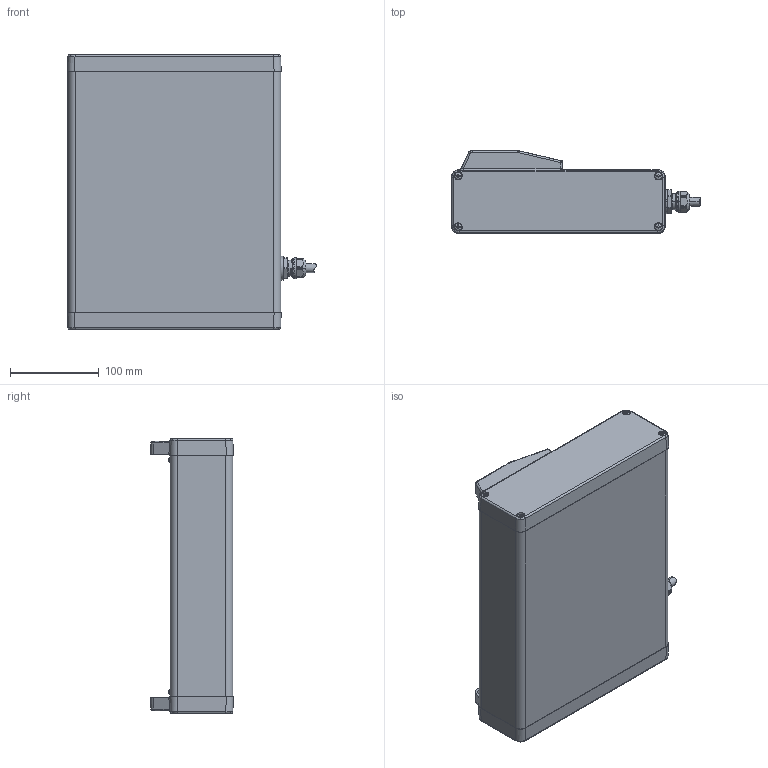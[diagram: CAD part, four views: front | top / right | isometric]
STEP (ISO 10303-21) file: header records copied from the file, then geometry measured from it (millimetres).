
FILE_DESCRIPTION (( 'STEP AP203' ), '1' );
FILE_NAME ('N2C-P801-STP.step', '2025-06-26T04:33:28', ( '' ), ( '' ), 'SwSTEP 2.0', 'SolidWorks 2020', '' );
FILE_SCHEMA (( 'CONFIG_CONTROL_DESIGN' ));
Length unit declared in the file: millimetre
Products named in the file (7): NUT; PANEL_KETSUGO; OA-W1611; N2C-P801-STP; HONTAI_KETSUGO; OA-W1611_ASSY_003F
Assembly tree (6 placements, depth 4):
  N2C-P801-STP
    HONTAI_KETSUGO
    PANEL_KETSUGO
    OA-W1611_ASSY_003F
      OA-W1611
        OA-W1611
      NUT
Bounding box: 280.84 x 93.22 x 310 mm (x, y, z)
Volume: 579241.1 mm3; surface area: 456871.4 mm2
Topology: 5 solids, 5 shells, 1069 faces, 2886 edges, 1848 vertices
Faces by surface type: plane 572, cylinder 243, bspline 127, cone 107, sphere 20
Entity records: 40048 total; most frequent: CARTESIAN_POINT 13501, ORIENTED_EDGE 5768, DIRECTION 5016, EDGE_CURVE 2884, VERTEX_POINT 1848, AXIS2_PLACEMENT_3D 1702, VECTOR 1612, LINE 1612
